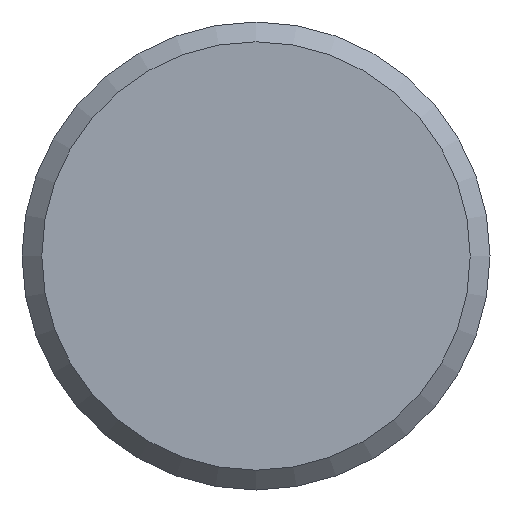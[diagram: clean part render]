
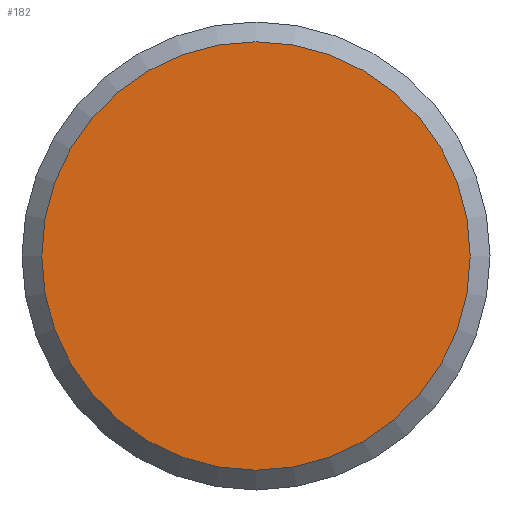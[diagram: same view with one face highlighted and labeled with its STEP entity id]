
A CAD part, front view. The second image highlights one B-rep face of the part: STEP entity #182.
In plain terms, the highlighted planar face has unit normal (0, -1, 0).
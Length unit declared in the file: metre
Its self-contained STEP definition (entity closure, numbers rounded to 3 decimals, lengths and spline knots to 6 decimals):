
#57=ORIENTED_EDGE('',*,*,#97,.F.);
#97=EDGE_CURVE('',#116,#116,#126,.T.);
#116=VERTEX_POINT('',#482);
#126=CIRCLE('',#215,0.0065);
#137=EDGE_LOOP('',(#57));
#157=FACE_BOUND('',#137,.T.);
#173=PLANE('',#214);
#182=ADVANCED_FACE('',(#157),#173,.F.);
#214=AXIS2_PLACEMENT_3D('',#480,#251,#252);
#215=AXIS2_PLACEMENT_3D('',#481,#253,#254);
#251=DIRECTION('',(0.,1.,0.));
#252=DIRECTION('',(-1.,0.,0.));
#253=DIRECTION('',(0.,1.,0.));
#254=DIRECTION('',(-1.,0.,0.));
#480=CARTESIAN_POINT('',(0.00325,-0.0087,0.));
#481=CARTESIAN_POINT('',(0.,-0.0087,0.));
#482=CARTESIAN_POINT('',(-0.0065,-0.0087,0.));
